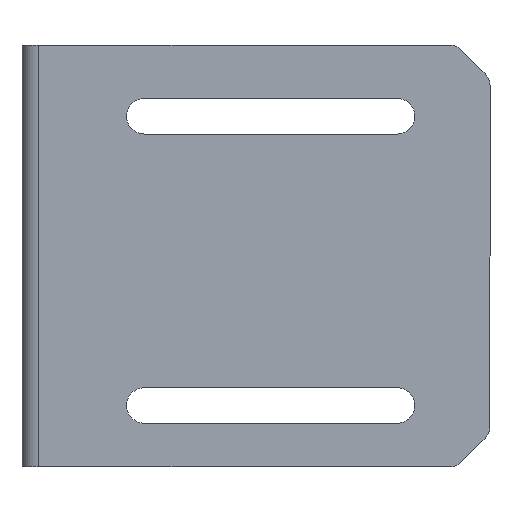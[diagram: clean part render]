
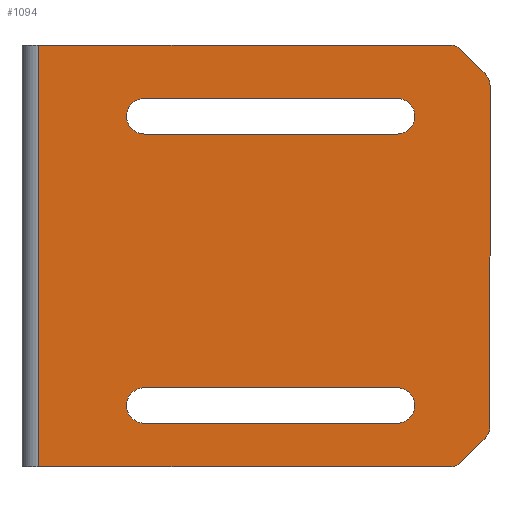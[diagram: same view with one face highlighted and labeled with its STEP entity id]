
A CAD part, front view. The second image highlights one B-rep face of the part: STEP entity #1094.
In plain terms, the highlighted planar face has unit normal (0, -1, 0).
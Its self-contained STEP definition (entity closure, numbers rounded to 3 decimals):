
#10 = EDGE_CURVE ( 'NONE', #173, #1607, #86, .T. ) ;
#35 = CARTESIAN_POINT ( 'NONE',  ( 44.485, 0., 39.461 ) ) ;
#54 = ORIENTED_EDGE ( 'NONE', *, *, #769, .T. ) ;
#72 = CIRCLE ( 'NONE', #1470, 2. ) ;
#86 = LINE ( 'NONE', #2010, #1666 ) ;
#104 = EDGE_LOOP ( 'NONE', ( #301, #205, #571, #2154, #1727, #2343, #489, #110, #164, #1244 ) ) ;
#109 = AXIS2_PLACEMENT_3D ( 'NONE', #404, #633, #1947 ) ;
#110 = ORIENTED_EDGE ( 'NONE', *, *, #2215, .T. ) ;
#153 = CIRCLE ( 'NONE', #601, 2.1 ) ;
#163 = DIRECTION ( 'NONE',  ( 0., 0., -1. ) ) ;
#164 = ORIENTED_EDGE ( 'NONE', *, *, #1353, .F. ) ;
#173 = VERTEX_POINT ( 'NONE', #1014 ) ;
#188 = DIRECTION ( 'NONE',  ( 0., 1., 0. ) ) ;
#195 = DIRECTION ( 'NONE',  ( 0., 0., 1. ) ) ;
#205 = ORIENTED_EDGE ( 'NONE', *, *, #678, .T. ) ;
#206 = CARTESIAN_POINT ( 'NONE',  ( 14.485, 0., 5.178 ) ) ;
#235 = VECTOR ( 'NONE', #1690, 1000. ) ;
#239 = DIRECTION ( 'NONE',  ( 0., 0., 1. ) ) ;
#243 = CARTESIAN_POINT ( 'NONE',  ( 55.485, 0., 4.828 ) ) ;
#274 = CIRCLE ( 'NONE', #709, 2.1 ) ;
#301 = ORIENTED_EDGE ( 'NONE', *, *, #1071, .F. ) ;
#328 = VERTEX_POINT ( 'NONE', #1223 ) ;
#338 = CARTESIAN_POINT ( 'NONE',  ( 44.485, 0., 9.378 ) ) ;
#348 = CARTESIAN_POINT ( 'NONE',  ( 54.899, 0., 46.586 ) ) ;
#363 = CARTESIAN_POINT ( 'NONE',  ( 14.485, 0., 39.461 ) ) ;
#404 = CARTESIAN_POINT ( 'NONE',  ( 53.485, 0., 45.172 ) ) ;
#412 = DIRECTION ( 'NONE',  ( 0., -1., 0. ) ) ;
#428 = CARTESIAN_POINT ( 'NONE',  ( 14.485, 0., 43.661 ) ) ;
#447 = EDGE_CURVE ( 'NONE', #1691, #1423, #954, .T. ) ;
#448 = CARTESIAN_POINT ( 'NONE',  ( 44.485, 0., 7.278 ) ) ;
#489 = ORIENTED_EDGE ( 'NONE', *, *, #1766, .F. ) ;
#492 = EDGE_CURVE ( 'NONE', #985, #634, #1297, .T. ) ;
#571 = ORIENTED_EDGE ( 'NONE', *, *, #996, .F. ) ;
#589 = CARTESIAN_POINT ( 'NONE',  ( 53.485, 0., 4.828 ) ) ;
#601 = AXIS2_PLACEMENT_3D ( 'NONE', #680, #1462, #2186 ) ;
#604 = DIRECTION ( 'NONE',  ( 0., 0., 1. ) ) ;
#623 = EDGE_CURVE ( 'NONE', #813, #627, #1895, .T. ) ;
#624 = CARTESIAN_POINT ( 'NONE',  ( 52.071, 0., 0.586 ) ) ;
#627 = VERTEX_POINT ( 'NONE', #243 ) ;
#630 = VERTEX_POINT ( 'NONE', #206 ) ;
#633 = DIRECTION ( 'NONE',  ( 0., -1., 0. ) ) ;
#634 = VERTEX_POINT ( 'NONE', #1917 ) ;
#654 = ORIENTED_EDGE ( 'NONE', *, *, #1204, .T. ) ;
#676 = AXIS2_PLACEMENT_3D ( 'NONE', #2328, #1376, #1591 ) ;
#678 = EDGE_CURVE ( 'NONE', #328, #2357, #1703, .T. ) ;
#680 = CARTESIAN_POINT ( 'NONE',  ( 14.485, 0., 41.561 ) ) ;
#697 = DIRECTION ( 'NONE',  ( 0., 0., -1. ) ) ;
#709 = AXIS2_PLACEMENT_3D ( 'NONE', #1339, #1697, #195 ) ;
#722 = DIRECTION ( 'NONE',  ( 0.707, 0., -0.707 ) ) ;
#758 = LINE ( 'NONE', #1113, #1003 ) ;
#769 = EDGE_CURVE ( 'NONE', #1500, #940, #1631, .T. ) ;
#789 = LINE ( 'NONE', #1028, #1711 ) ;
#813 = VERTEX_POINT ( 'NONE', #1583 ) ;
#901 = VERTEX_POINT ( 'NONE', #1644 ) ;
#925 = AXIS2_PLACEMENT_3D ( 'NONE', #448, #2315, #239 ) ;
#940 = VERTEX_POINT ( 'NONE', #2038 ) ;
#954 = LINE ( 'NONE', #2416, #2257 ) ;
#966 = VECTOR ( 'NONE', #2149, 1000. ) ;
#968 = DIRECTION ( 'NONE',  ( 0., 0., 1. ) ) ;
#985 = VERTEX_POINT ( 'NONE', #35 ) ;
#996 = EDGE_CURVE ( 'NONE', #813, #2357, #1230, .T. ) ;
#1001 = FACE_BOUND ( 'NONE', #1385, .T. ) ;
#1003 = VECTOR ( 'NONE', #163, 1000. ) ;
#1014 = CARTESIAN_POINT ( 'NONE',  ( 2., 0., 50. ) ) ;
#1020 = CARTESIAN_POINT ( 'NONE',  ( 50.657, 0., 2. ) ) ;
#1028 = CARTESIAN_POINT ( 'NONE',  ( 0., 0., 0. ) ) ;
#1043 = DIRECTION ( 'NONE',  ( 1., 0., 0. ) ) ;
#1053 = VERTEX_POINT ( 'NONE', #1387 ) ;
#1067 = EDGE_CURVE ( 'NONE', #1423, #2036, #2028, .T. ) ;
#1071 = EDGE_CURVE ( 'NONE', #328, #1607, #789, .T. ) ;
#1094 = ADVANCED_FACE ( 'NONE', ( #1001, #2337, #1567 ), #1754, .F. ) ;
#1113 = CARTESIAN_POINT ( 'NONE',  ( 55.485, 0., 4. ) ) ;
#1116 = VECTOR ( 'NONE', #722, 1000. ) ;
#1160 = VERTEX_POINT ( 'NONE', #1453 ) ;
#1204 = EDGE_CURVE ( 'NONE', #634, #1500, #153, .T. ) ;
#1223 = CARTESIAN_POINT ( 'NONE',  ( 50.657, 0., 0. ) ) ;
#1230 = LINE ( 'NONE', #2170, #966 ) ;
#1244 = ORIENTED_EDGE ( 'NONE', *, *, #10, .T. ) ;
#1260 = CARTESIAN_POINT ( 'NONE',  ( 14.485, 0., 43.661 ) ) ;
#1297 = LINE ( 'NONE', #363, #1782 ) ;
#1337 = AXIS2_PLACEMENT_3D ( 'NONE', #1020, #1370, #604 ) ;
#1339 = CARTESIAN_POINT ( 'NONE',  ( 14.485, 0., 7.278 ) ) ;
#1353 = EDGE_CURVE ( 'NONE', #173, #1053, #1488, .T. ) ;
#1360 = DIRECTION ( 'NONE',  ( 0., 0., 1. ) ) ;
#1367 = DIRECTION ( 'NONE',  ( -1., 0., 0. ) ) ;
#1368 = DIRECTION ( 'NONE',  ( -1., 0., 0. ) ) ;
#1370 = DIRECTION ( 'NONE',  ( 0., -1., 0. ) ) ;
#1376 = DIRECTION ( 'NONE',  ( 0., 1., 0. ) ) ;
#1385 = EDGE_LOOP ( 'NONE', ( #1873, #1418, #2389, #1801 ) ) ;
#1386 = CIRCLE ( 'NONE', #109, 2. ) ;
#1387 = CARTESIAN_POINT ( 'NONE',  ( 50.657, 0., 50. ) ) ;
#1394 = ORIENTED_EDGE ( 'NONE', *, *, #2369, .T. ) ;
#1418 = ORIENTED_EDGE ( 'NONE', *, *, #2317, .T. ) ;
#1423 = VERTEX_POINT ( 'NONE', #338 ) ;
#1453 = CARTESIAN_POINT ( 'NONE',  ( 55.485, 0., 45.172 ) ) ;
#1462 = DIRECTION ( 'NONE',  ( 0., 1., 0. ) ) ;
#1470 = AXIS2_PLACEMENT_3D ( 'NONE', #2097, #1936, #1360 ) ;
#1488 = LINE ( 'NONE', #2298, #235 ) ;
#1500 = VERTEX_POINT ( 'NONE', #428 ) ;
#1531 = EDGE_CURVE ( 'NONE', #1160, #1721, #1386, .T. ) ;
#1541 = ORIENTED_EDGE ( 'NONE', *, *, #492, .T. ) ;
#1566 = EDGE_LOOP ( 'NONE', ( #654, #54, #1394, #1541 ) ) ;
#1567 = FACE_BOUND ( 'NONE', #1566, .T. ) ;
#1570 = VECTOR ( 'NONE', #1043, 1000. ) ;
#1583 = CARTESIAN_POINT ( 'NONE',  ( 54.899, 0., 3.414 ) ) ;
#1591 = DIRECTION ( 'NONE',  ( 0., 0., 1. ) ) ;
#1607 = VERTEX_POINT ( 'NONE', #2208 ) ;
#1631 = LINE ( 'NONE', #1260, #1570 ) ;
#1644 = CARTESIAN_POINT ( 'NONE',  ( 52.071, 0., 49.414 ) ) ;
#1661 = AXIS2_PLACEMENT_3D ( 'NONE', #589, #412, #1773 ) ;
#1666 = VECTOR ( 'NONE', #697, 1000. ) ;
#1690 = DIRECTION ( 'NONE',  ( 1., 0., 0. ) ) ;
#1691 = VERTEX_POINT ( 'NONE', #1983 ) ;
#1697 = DIRECTION ( 'NONE',  ( 0., 1., 0. ) ) ;
#1703 = CIRCLE ( 'NONE', #1337, 2. ) ;
#1711 = VECTOR ( 'NONE', #1367, 1000. ) ;
#1721 = VERTEX_POINT ( 'NONE', #348 ) ;
#1727 = ORIENTED_EDGE ( 'NONE', *, *, #2106, .F. ) ;
#1730 = CARTESIAN_POINT ( 'NONE',  ( 44.485, 0., 5.178 ) ) ;
#1754 = PLANE ( 'NONE',  #676 ) ;
#1766 = EDGE_CURVE ( 'NONE', #901, #1721, #2235, .T. ) ;
#1770 = LINE ( 'NONE', #1730, #1995 ) ;
#1773 = DIRECTION ( 'NONE',  ( 0., 0., 1. ) ) ;
#1782 = VECTOR ( 'NONE', #2041, 1000. ) ;
#1801 = ORIENTED_EDGE ( 'NONE', *, *, #447, .T. ) ;
#1835 = EDGE_CURVE ( 'NONE', #630, #1691, #274, .T. ) ;
#1873 = ORIENTED_EDGE ( 'NONE', *, *, #1067, .T. ) ;
#1895 = CIRCLE ( 'NONE', #1661, 2. ) ;
#1898 = CARTESIAN_POINT ( 'NONE',  ( 44.485, 0., 41.561 ) ) ;
#1917 = CARTESIAN_POINT ( 'NONE',  ( 14.485, 0., 39.461 ) ) ;
#1936 = DIRECTION ( 'NONE',  ( 0., -1., 0. ) ) ;
#1947 = DIRECTION ( 'NONE',  ( 0., 0., 1. ) ) ;
#1983 = CARTESIAN_POINT ( 'NONE',  ( 14.485, 0., 9.378 ) ) ;
#1995 = VECTOR ( 'NONE', #1368, 1000. ) ;
#2010 = CARTESIAN_POINT ( 'NONE',  ( 2., 0., 0. ) ) ;
#2028 = CIRCLE ( 'NONE', #925, 2.1 ) ;
#2036 = VERTEX_POINT ( 'NONE', #2205 ) ;
#2038 = CARTESIAN_POINT ( 'NONE',  ( 44.485, 0., 43.661 ) ) ;
#2041 = DIRECTION ( 'NONE',  ( -1., 0., 0. ) ) ;
#2097 = CARTESIAN_POINT ( 'NONE',  ( 50.657, 0., 48. ) ) ;
#2106 = EDGE_CURVE ( 'NONE', #1160, #627, #758, .T. ) ;
#2149 = DIRECTION ( 'NONE',  ( -0.707, 0., -0.707 ) ) ;
#2154 = ORIENTED_EDGE ( 'NONE', *, *, #623, .T. ) ;
#2170 = CARTESIAN_POINT ( 'NONE',  ( 51.485, 0., 0. ) ) ;
#2186 = DIRECTION ( 'NONE',  ( 0., 0., 1. ) ) ;
#2205 = CARTESIAN_POINT ( 'NONE',  ( 44.485, 0., 5.178 ) ) ;
#2208 = CARTESIAN_POINT ( 'NONE',  ( 2., 0., 0. ) ) ;
#2215 = EDGE_CURVE ( 'NONE', #901, #1053, #72, .T. ) ;
#2235 = LINE ( 'NONE', #2438, #1116 ) ;
#2257 = VECTOR ( 'NONE', #2429, 1000. ) ;
#2298 = CARTESIAN_POINT ( 'NONE',  ( 0., 0., 50. ) ) ;
#2308 = CIRCLE ( 'NONE', #2355, 2.1 ) ;
#2315 = DIRECTION ( 'NONE',  ( 0., 1., 0. ) ) ;
#2317 = EDGE_CURVE ( 'NONE', #2036, #630, #1770, .T. ) ;
#2328 = CARTESIAN_POINT ( 'NONE',  ( 0., 0., 0. ) ) ;
#2337 = FACE_OUTER_BOUND ( 'NONE', #104, .T. ) ;
#2343 = ORIENTED_EDGE ( 'NONE', *, *, #1531, .T. ) ;
#2355 = AXIS2_PLACEMENT_3D ( 'NONE', #1898, #188, #968 ) ;
#2357 = VERTEX_POINT ( 'NONE', #624 ) ;
#2369 = EDGE_CURVE ( 'NONE', #940, #985, #2308, .T. ) ;
#2389 = ORIENTED_EDGE ( 'NONE', *, *, #1835, .T. ) ;
#2416 = CARTESIAN_POINT ( 'NONE',  ( 44.485, 0., 9.378 ) ) ;
#2429 = DIRECTION ( 'NONE',  ( 1., 0., 0. ) ) ;
#2438 = CARTESIAN_POINT ( 'NONE',  ( 55.485, 0., 46. ) ) ;
